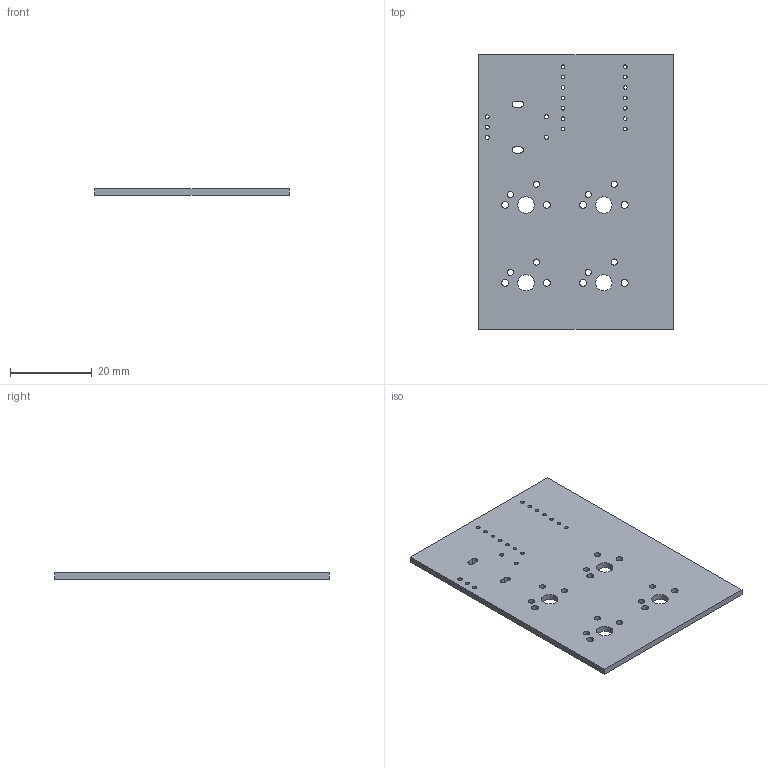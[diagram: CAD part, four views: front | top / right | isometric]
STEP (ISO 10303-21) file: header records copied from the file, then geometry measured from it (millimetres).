
FILE_DESCRIPTION(('KiCad electronic assembly'),'2;1');
FILE_NAME('Hackpad2.step','2025-11-24T20:02:03',('Pcbnew'),('Kicad'), 'Open CASCADE STEP processor 7.9','KiCad to STEP converter','Unknown' );
FILE_SCHEMA(('AUTOMOTIVE_DESIGN { 1 0 10303 214 1 1 1 1 }'));
Length unit declared in the file: millimetre
Products named in the file (2): Hackpad2 1; Hackpad2_PCB
Assembly tree (1 placements, depth 2):
  Hackpad2 1
    Hackpad2_PCB
Bounding box: 47.62 x 67.23 x 1.51 mm (x, y, z)
Volume: 4679.9 mm3; surface area: 6847.7 mm2
Topology: 1 solids, 1 shells, 53 faces, 153 edges, 102 vertices
Faces by surface type: cylinder 43, plane 10
Full cylindrical faces by diameter (mm): 0.889 x14, 1 x5, 1.5 x8, 1.7 x8, 4 x4
Entity records: 1994 total; most frequent: DIRECTION 349, CARTESIAN_POINT 310, ORIENTED_EDGE 306, EDGE_CURVE 153, AXIS2_PLACEMENT_3D 141, FACE_BOUND 135, EDGE_LOOP 135, VERTEX_POINT 102
